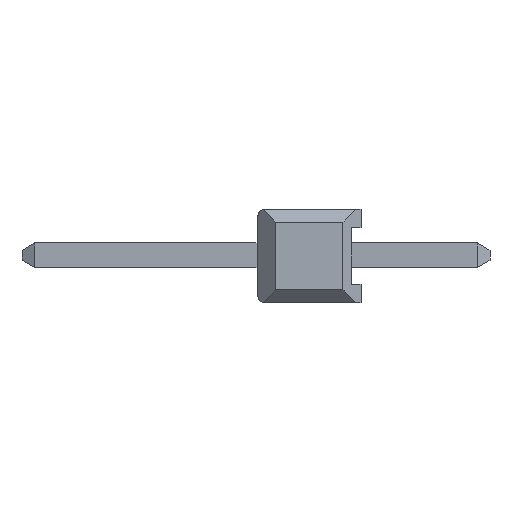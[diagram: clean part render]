
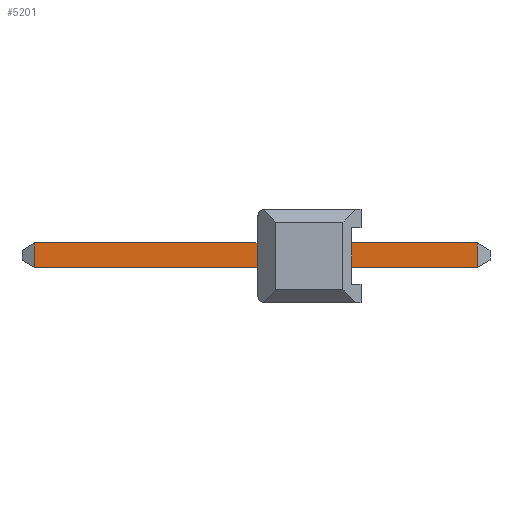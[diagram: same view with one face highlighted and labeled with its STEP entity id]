
A CAD part, left-side view. The second image highlights one B-rep face of the part: STEP entity #5201.
In plain terms, the highlighted planar face has unit normal (-1, 0, 0).
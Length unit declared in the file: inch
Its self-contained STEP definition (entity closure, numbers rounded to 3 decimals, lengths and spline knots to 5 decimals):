
#832 = ORIENTED_EDGE ( 'NONE', *, *, #11083, .T. ) ;
#1031 = LINE ( 'NONE', #9243, #3266 ) ;
#1330 = DIRECTION ( 'NONE',  ( 0., 0., -1. ) ) ;
#1469 = VERTEX_POINT ( 'NONE', #9050 ) ;
#2405 = VECTOR ( 'NONE', #10500, 39.37008 ) ;
#2448 = VECTOR ( 'NONE', #7861, 39.37008 ) ;
#2706 = VERTEX_POINT ( 'NONE', #3544 ) ;
#2997 = DIRECTION ( 'NONE',  ( 1., 0., 0. ) ) ;
#3123 = ORIENTED_EDGE ( 'NONE', *, *, #8051, .F. ) ;
#3266 = VECTOR ( 'NONE', #6412, 39.37008 ) ;
#3544 = CARTESIAN_POINT ( 'NONE',  ( -0.16398, -0.12416, 0.01398 ) ) ;
#3801 = PLANE ( 'NONE',  #7424 ) ;
#3840 = VECTOR ( 'NONE', #8793, 39.37008 ) ;
#3868 = VERTEX_POINT ( 'NONE', #5402 ) ;
#3986 = CARTESIAN_POINT ( 'NONE',  ( -0.16398, 0.3622, -0.0124 ) ) ;
#4046 = ORIENTED_EDGE ( 'NONE', *, *, #7047, .T. ) ;
#4067 = LINE ( 'NONE', #11516, #2448 ) ;
#4104 = CARTESIAN_POINT ( 'NONE',  ( -0.16398, 0.3622, 0.01398 ) ) ;
#4254 = LINE ( 'NONE', #9022, #3840 ) ;
#5201 = ADVANCED_FACE ( 'NONE', ( #7406 ), #3801, .F. ) ;
#5402 = CARTESIAN_POINT ( 'NONE',  ( -0.16398, 0.34857, -0.0124 ) ) ;
#6066 = ORIENTED_EDGE ( 'NONE', *, *, #8707, .F. ) ;
#6412 = DIRECTION ( 'NONE',  ( 0., -1., 0. ) ) ;
#6643 = VERTEX_POINT ( 'NONE', #7503 ) ;
#7047 = EDGE_CURVE ( 'NONE', #3868, #6643, #1031, .T. ) ;
#7406 = FACE_OUTER_BOUND ( 'NONE', #10306, .T. ) ;
#7424 = AXIS2_PLACEMENT_3D ( 'NONE', #3986, #2997, #1330 ) ;
#7503 = CARTESIAN_POINT ( 'NONE',  ( -0.16398, -0.12416, -0.0124 ) ) ;
#7861 = DIRECTION ( 'NONE',  ( 0., 0., 1. ) ) ;
#8051 = EDGE_CURVE ( 'NONE', #3868, #1469, #4067, .T. ) ;
#8707 = EDGE_CURVE ( 'NONE', #2706, #6643, #4254, .T. ) ;
#8793 = DIRECTION ( 'NONE',  ( 0., 0., -1. ) ) ;
#9022 = CARTESIAN_POINT ( 'NONE',  ( -0.16398, -0.12416, -0.0124 ) ) ;
#9050 = CARTESIAN_POINT ( 'NONE',  ( -0.16398, 0.34857, 0.01398 ) ) ;
#9243 = CARTESIAN_POINT ( 'NONE',  ( -0.16398, 0.3622, -0.0124 ) ) ;
#10306 = EDGE_LOOP ( 'NONE', ( #6066, #832, #3123, #4046 ) ) ;
#10500 = DIRECTION ( 'NONE',  ( 0., 1., 0. ) ) ;
#11083 = EDGE_CURVE ( 'NONE', #2706, #1469, #11483, .T. ) ;
#11483 = LINE ( 'NONE', #4104, #2405 ) ;
#11516 = CARTESIAN_POINT ( 'NONE',  ( -0.16398, 0.34857, -0.0124 ) ) ;
